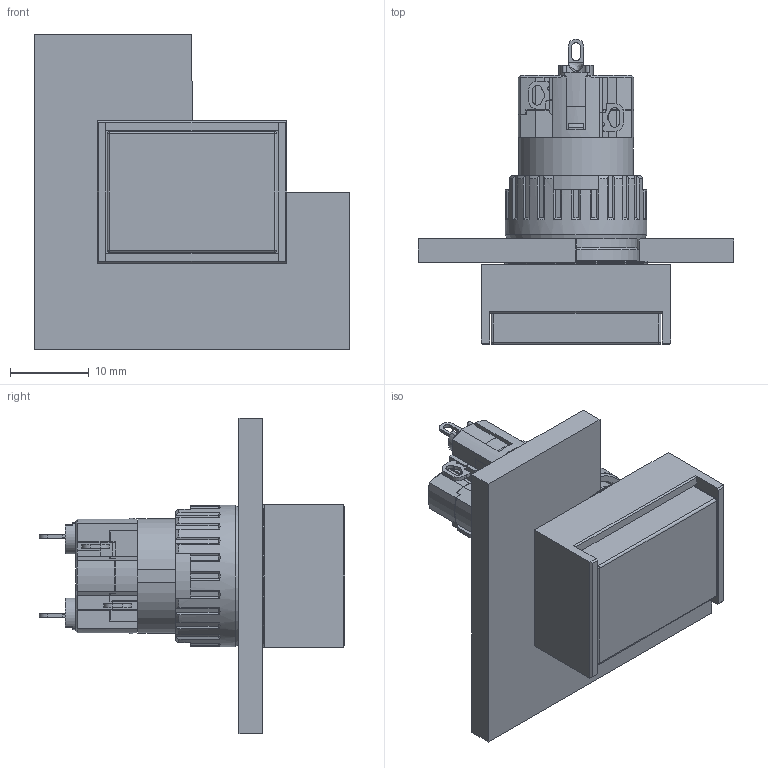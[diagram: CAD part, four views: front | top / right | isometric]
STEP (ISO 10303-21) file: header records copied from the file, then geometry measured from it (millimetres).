
FILE_DESCRIPTION( ( 'Unknown' ), '1' );
FILE_NAME( 'Leuchtdrucktaste_L_1SE16_18x24_00339101.stp', 'Unknown', ( 'Unknown' ), ( 'Unknown' ), 'PSStep 17.0.49', 'Unknown', ' ' );
FILE_SCHEMA( ( 'AUTOMOTIVE_DESIGN { 1 0 10303 214 1 1 1 1 }' ) );
Length unit declared in the file: millimetre
Products named in the file (12): Schaltelement_SE16_XS_00334406; Schaltelementblock_SE16_XS_00336466; Kontakt_00322659; 1-Schaltelement_SE16_XS_00336313; Lampenkontaktfeder_Pos2_linksdrall_00322665; Lampenkontaktfeder_Pos2_rechtsdrall_00322666; Assem1; Vorsatz-Gehaeuse_18x24_00338176; V-Dichtung_erh-E_00311725; Frontplatte_40x40x3_D16_00337452; Befestigungsmutter_00311771; Druckhaube_18x24XXS_00337429
Assembly tree (14 placements, depth 4):
  Assem1
    Vorsatz-Gehaeuse_18x24_00338176
    V-Dichtung_erh-E_00311725
    Frontplatte_40x40x3_D16_00337452
    Befestigungsmutter_00311771
    Druckhaube_18x24XXS_00337429
    1-Schaltelement_SE16_XS_00336313
      Lampenkontaktfeder_Pos2_linksdrall_00322665
      Lampenkontaktfeder_Pos2_rechtsdrall_00322666
      Schaltelement_SE16_XS_00334406
        Schaltelementblock_SE16_XS_00336466
        Kontakt_00322659  x4
Bounding box: 40 x 38.7 x 40 mm (x, y, z)
Volume: 7582.5 mm3; surface area: 9887.6 mm2
Topology: 12 solids, 12 shells, 737 faces, 2036 edges, 1316 vertices
Faces by surface type: plane 566, cylinder 121, cone 33, bspline 8, torus 5, sphere 4
Full cylindrical faces by diameter (mm): 12 x1, 14.9 x1, 16.05 x1, 17.9 x1, 18 x2
Entity records: 25285 total; most frequent: CARTESIAN_POINT 3958, ORIENTED_EDGE 3456, DIRECTION 3257, EDGE_CURVE 1728, LINE 1359, VECTOR 1359, VERTEX_POINT 1122, AXIS2_PLACEMENT_3D 949
